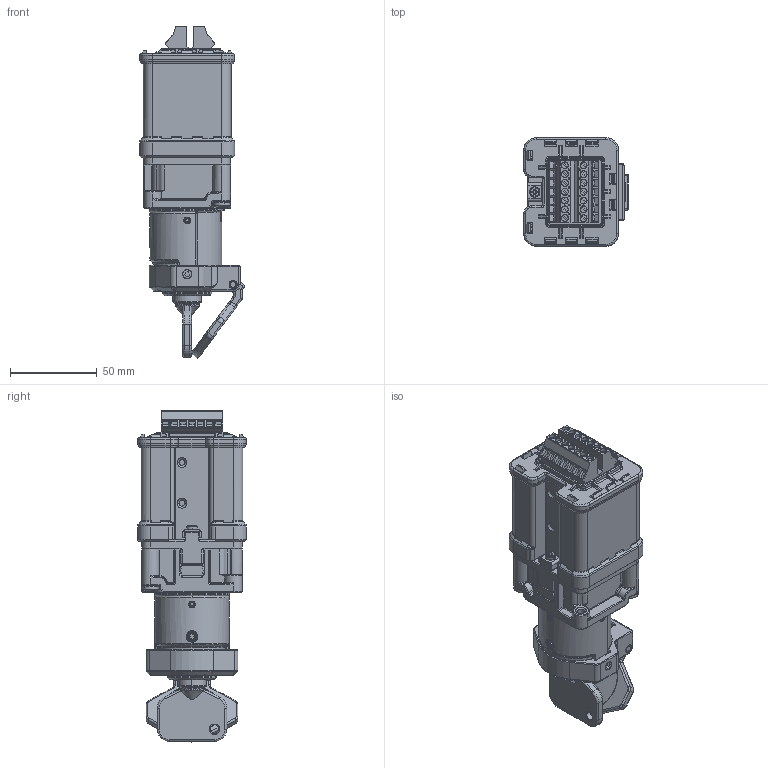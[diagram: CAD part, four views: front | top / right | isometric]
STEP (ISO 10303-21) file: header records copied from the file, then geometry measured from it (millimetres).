
FILE_DESCRIPTION (( 'STEP AP214' ), '1' );
FILE_NAME ('800000-CS-SKR-A101.STEP', '2022-11-09T17:16:38', ( '' ), ( '' ), 'SwSTEP 2.0', 'SolidWorks 2021', '' );
FILE_SCHEMA (( 'AUTOMOTIVE_DESIGN' ));
Length unit declared in the file: inch
Products named in the file (1): 800000-CS-SKR-A101
Bounding box: 60.36 x 62.8 x 191.58 mm (x, y, z)
Volume: 260793.5 mm3; surface area: 104839.6 mm2
Topology: 4 solids, 15 shells, 2961 faces, 7572 edges, 4529 vertices
Faces by surface type: plane 1114, cylinder 956, bspline 600, cone 244, torus 41, sphere 6
Full cylindrical faces by diameter (mm): 3.345 x1, 12.8 x1, 28.5 x1
Entity records: 109430 total; most frequent: CARTESIAN_POINT 41202, ORIENTED_EDGE 14912, DIRECTION 13663, EDGE_CURVE 7456, AXIS2_PLACEMENT_3D 4838, VERTEX_POINT 4527, LINE 3987, VECTOR 3987
